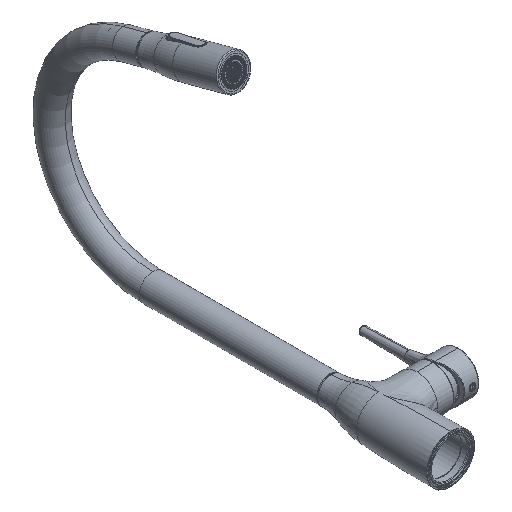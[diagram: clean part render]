
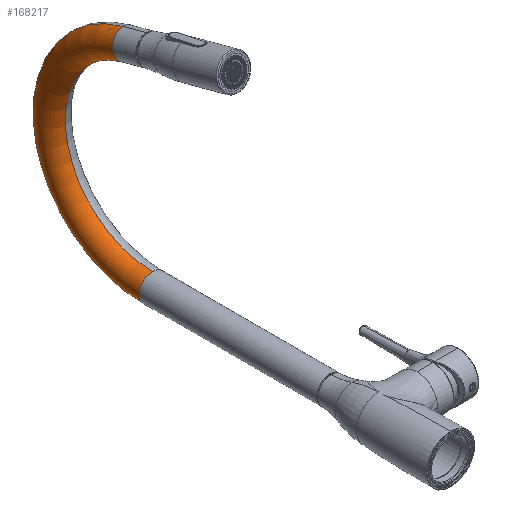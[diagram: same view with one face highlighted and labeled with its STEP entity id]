
A CAD part, isometric view. The second image highlights one B-rep face of the part: STEP entity #168217.
In plain terms, the highlighted toroidal (fillet/blend) face has major radius 105 mm and minor radius 14 mm.
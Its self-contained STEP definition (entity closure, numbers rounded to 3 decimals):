
#7888 = VERTEX_POINT ( 'NONE', #118770 ) ;
#8020 = CARTESIAN_POINT ( 'NONE',  ( -14., 185., 0. ) ) ;
#18535 = EDGE_LOOP ( 'NONE', ( #64172, #56156, #75640, #54152, #26805 ) ) ;
#21201 = EDGE_CURVE ( 'NONE', #22320, #32707, #33412, .T. ) ;
#21752 = CARTESIAN_POINT ( 'NONE',  ( 206.422, 212.176, 0. ) ) ;
#22289 = CARTESIAN_POINT ( 'NONE',  ( 105., 185., 0. ) ) ;
#22320 = VERTEX_POINT ( 'NONE', #8020 ) ;
#26205 = CARTESIAN_POINT ( 'NONE',  ( 0., 185., 0. ) ) ;
#26805 = ORIENTED_EDGE ( 'NONE', *, *, #124423, .F. ) ;
#27253 = CIRCLE ( 'NONE', #102733, 14. ) ;
#30450 = VERTEX_POINT ( 'NONE', #79667 ) ;
#32265 = CARTESIAN_POINT ( 'NONE',  ( 0., 185., 0. ) ) ;
#32707 = VERTEX_POINT ( 'NONE', #157855 ) ;
#33412 = CIRCLE ( 'NONE', #122876, 119. ) ;
#38482 = DIRECTION ( 'NONE',  ( 0., 0., 1. ) ) ;
#39822 = EDGE_CURVE ( 'NONE', #30450, #94515, #52445, .T. ) ;
#52445 = CIRCLE ( 'NONE', #74805, 91. ) ;
#54152 = ORIENTED_EDGE ( 'NONE', *, *, #39822, .T. ) ;
#56156 = ORIENTED_EDGE ( 'NONE', *, *, #80206, .T. ) ;
#61984 = DIRECTION ( 'NONE',  ( 0.259, -0.966, 0. ) ) ;
#64172 = ORIENTED_EDGE ( 'NONE', *, *, #21201, .F. ) ;
#74805 = AXIS2_PLACEMENT_3D ( 'NONE', #171235, #119509, #118646 ) ;
#75640 = ORIENTED_EDGE ( 'NONE', *, *, #92096, .T. ) ;
#77396 = CIRCLE ( 'NONE', #166869, 14. ) ;
#79667 = CARTESIAN_POINT ( 'NONE',  ( 14., 185., 0. ) ) ;
#80206 = EDGE_CURVE ( 'NONE', #22320, #7888, #77396, .T. ) ;
#80524 = CARTESIAN_POINT ( 'NONE',  ( 192.899, 208.553, 0. ) ) ;
#83968 = DIRECTION ( 'NONE',  ( 0., 0., 1. ) ) ;
#92096 = EDGE_CURVE ( 'NONE', #7888, #30450, #153589, .T. ) ;
#94515 = VERTEX_POINT ( 'NONE', #80524 ) ;
#96196 = DIRECTION ( 'NONE',  ( 0., 1., 0. ) ) ;
#101070 = DIRECTION ( 'NONE',  ( -1., 0., 0. ) ) ;
#102733 = AXIS2_PLACEMENT_3D ( 'NONE', #21752, #61984, #155671 ) ;
#111340 = TOROIDAL_SURFACE ( 'NONE', #133744, 105., 14. ) ;
#118646 = DIRECTION ( 'NONE',  ( -1., 0., 0. ) ) ;
#118770 = CARTESIAN_POINT ( 'NONE',  ( 0., 185., 14. ) ) ;
#119406 = DIRECTION ( 'NONE',  ( 0., 0., -1. ) ) ;
#119509 = DIRECTION ( 'NONE',  ( 0., 0., -1. ) ) ;
#122876 = AXIS2_PLACEMENT_3D ( 'NONE', #158815, #119406, #159671 ) ;
#124423 = EDGE_CURVE ( 'NONE', #32707, #94515, #27253, .T. ) ;
#125649 = FACE_OUTER_BOUND ( 'NONE', #18535, .T. ) ;
#131313 = DIRECTION ( 'NONE',  ( 0., 1., 0. ) ) ;
#133744 = AXIS2_PLACEMENT_3D ( 'NONE', #22289, #156213, #101070 ) ;
#147989 = AXIS2_PLACEMENT_3D ( 'NONE', #26205, #131313, #38482 ) ;
#153589 = CIRCLE ( 'NONE', #147989, 14. ) ;
#155671 = DIRECTION ( 'NONE',  ( 0., 0., 1. ) ) ;
#156213 = DIRECTION ( 'NONE',  ( 0., 0., -1. ) ) ;
#157855 = CARTESIAN_POINT ( 'NONE',  ( 219.945, 215.799, 0. ) ) ;
#158815 = CARTESIAN_POINT ( 'NONE',  ( 105., 185., 0. ) ) ;
#159671 = DIRECTION ( 'NONE',  ( -1., 0., 0. ) ) ;
#166869 = AXIS2_PLACEMENT_3D ( 'NONE', #32265, #96196, #83968 ) ;
#168217 = ADVANCED_FACE ( 'NONE', ( #125649 ), #111340, .T. ) ;
#171235 = CARTESIAN_POINT ( 'NONE',  ( 105., 185., 0. ) ) ;
